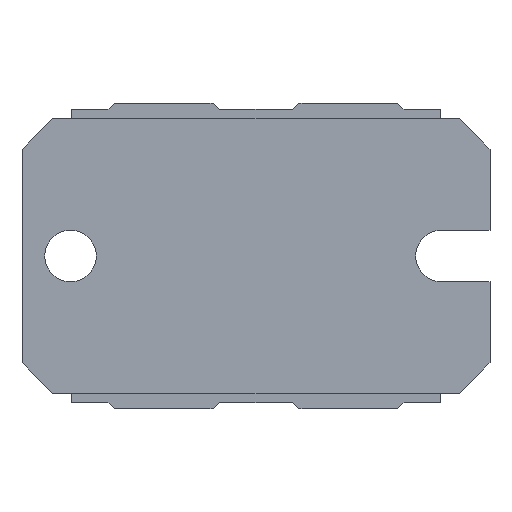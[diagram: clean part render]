
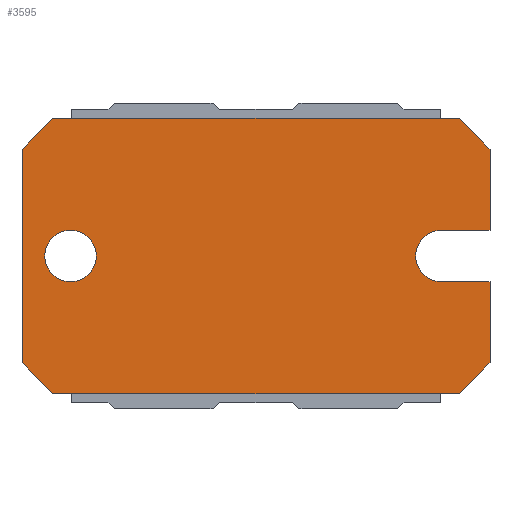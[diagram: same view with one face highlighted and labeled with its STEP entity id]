
A CAD part, front view. The second image highlights one B-rep face of the part: STEP entity #3595.
In plain terms, the highlighted planar face has unit normal (0, -1, 0).
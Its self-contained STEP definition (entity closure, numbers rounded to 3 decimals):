
#110 = CARTESIAN_POINT ( 'NONE',  ( 34.15, 0., 8.7 ) ) ;
#148 = VECTOR ( 'NONE', #2340, 1000. ) ;
#167 = EDGE_CURVE ( 'NONE', #3412, #5697, #2315, .T. ) ;
#186 = CARTESIAN_POINT ( 'NONE',  ( 31.65, 0., 11.2 ) ) ;
#265 = CARTESIAN_POINT ( 'NONE',  ( 34.15, 0., -8.7 ) ) ;
#274 = LINE ( 'NONE', #186, #9809 ) ;
#353 = LINE ( 'NONE', #3409, #9632 ) ;
#424 = LINE ( 'NONE', #2682, #1448 ) ;
#627 = CARTESIAN_POINT ( 'NONE',  ( 30.2, 0., 2.1 ) ) ;
#715 = EDGE_CURVE ( 'NONE', #9634, #7052, #4888, .T. ) ;
#770 = EDGE_CURVE ( 'NONE', #1346, #5140, #1871, .T. ) ;
#849 = VERTEX_POINT ( 'NONE', #6634 ) ;
#917 = ORIENTED_EDGE ( 'NONE', *, *, #2490, .F. ) ;
#933 = ORIENTED_EDGE ( 'NONE', *, *, #167, .T. ) ;
#1014 = DIRECTION ( 'NONE',  ( 0.707, 0., -0.707 ) ) ;
#1096 = ORIENTED_EDGE ( 'NONE', *, *, #3465, .T. ) ;
#1103 = CARTESIAN_POINT ( 'NONE',  ( 31.65, 0., -11.2 ) ) ;
#1346 = VERTEX_POINT ( 'NONE', #7986 ) ;
#1350 = CARTESIAN_POINT ( 'NONE',  ( 30.2, 0., 0. ) ) ;
#1448 = VECTOR ( 'NONE', #6546, 1000. ) ;
#1537 = CARTESIAN_POINT ( 'NONE',  ( -1.45, 0., 11.2 ) ) ;
#1749 = VECTOR ( 'NONE', #2663, 1000. ) ;
#1823 = EDGE_CURVE ( 'NONE', #5140, #6901, #9335, .T. ) ;
#1834 = CARTESIAN_POINT ( 'NONE',  ( 30.2, 0., 0. ) ) ;
#1871 = LINE ( 'NONE', #4938, #9712 ) ;
#1909 = EDGE_LOOP ( 'NONE', ( #5153, #5984, #9121, #6027, #6080, #917, #3462, #2523, #6359, #7405, #5057, #5650 ) ) ;
#2085 = EDGE_CURVE ( 'NONE', #3227, #4580, #6350, .T. ) ;
#2150 = DIRECTION ( 'NONE',  ( 1., 0., 0. ) ) ;
#2275 = EDGE_CURVE ( 'NONE', #7453, #849, #6714, .T. ) ;
#2315 = CIRCLE ( 'NONE', #3282, 2.1 ) ;
#2340 = DIRECTION ( 'NONE',  ( 0.707, 0., 0.707 ) ) ;
#2490 = EDGE_CURVE ( 'NONE', #4196, #9634, #424, .T. ) ;
#2523 = ORIENTED_EDGE ( 'NONE', *, *, #2275, .F. ) ;
#2577 = AXIS2_PLACEMENT_3D ( 'NONE', #1350, #5954, #7574 ) ;
#2663 = DIRECTION ( 'NONE',  ( 0., 0., 1. ) ) ;
#2682 = CARTESIAN_POINT ( 'NONE',  ( 31.65, 0., -11.2 ) ) ;
#2698 = DIRECTION ( 'NONE',  ( -0.707, 0., 0.707 ) ) ;
#2895 = VECTOR ( 'NONE', #2150, 1000. ) ;
#3064 = CARTESIAN_POINT ( 'NONE',  ( 31.65, 0., -11.2 ) ) ;
#3161 = EDGE_CURVE ( 'NONE', #6901, #9344, #5934, .T. ) ;
#3227 = VERTEX_POINT ( 'NONE', #7997 ) ;
#3237 = DIRECTION ( 'NONE',  ( 1., 0., 0. ) ) ;
#3248 = DIRECTION ( 'NONE',  ( 0., 0., -1. ) ) ;
#3269 = CARTESIAN_POINT ( 'NONE',  ( -3.95, 0., -8.7 ) ) ;
#3282 = AXIS2_PLACEMENT_3D ( 'NONE', #9535, #7302, #5011 ) ;
#3409 = CARTESIAN_POINT ( 'NONE',  ( -1.45, 0., -11.2 ) ) ;
#3412 = VERTEX_POINT ( 'NONE', #6269 ) ;
#3462 = ORIENTED_EDGE ( 'NONE', *, *, #6448, .F. ) ;
#3465 = EDGE_CURVE ( 'NONE', #5697, #3412, #6105, .T. ) ;
#3595 = ADVANCED_FACE ( 'NONE', ( #9790, #7515 ), #3717, .F. ) ;
#3717 = PLANE ( 'NONE',  #2577 ) ;
#3901 = DIRECTION ( 'NONE',  ( -1., 0., 0. ) ) ;
#3928 = VERTEX_POINT ( 'NONE', #8358 ) ;
#4196 = VERTEX_POINT ( 'NONE', #9246 ) ;
#4271 = DIRECTION ( 'NONE',  ( 0., 1., 0. ) ) ;
#4580 = VERTEX_POINT ( 'NONE', #1537 ) ;
#4728 = LINE ( 'NONE', #265, #5092 ) ;
#4846 = DIRECTION ( 'NONE',  ( 0., 0., -1. ) ) ;
#4888 = LINE ( 'NONE', #1103, #5843 ) ;
#4899 = DIRECTION ( 'NONE',  ( 0., 0., 1. ) ) ;
#4938 = CARTESIAN_POINT ( 'NONE',  ( 31.65, 0., 11.2 ) ) ;
#5011 = DIRECTION ( 'NONE',  ( 0., 0., 1. ) ) ;
#5057 = ORIENTED_EDGE ( 'NONE', *, *, #1823, .F. ) ;
#5092 = VECTOR ( 'NONE', #4846, 1000. ) ;
#5140 = VERTEX_POINT ( 'NONE', #110 ) ;
#5153 = ORIENTED_EDGE ( 'NONE', *, *, #8127, .F. ) ;
#5535 = DIRECTION ( 'NONE',  ( 0., -1., 0. ) ) ;
#5650 = ORIENTED_EDGE ( 'NONE', *, *, #770, .F. ) ;
#5668 = CARTESIAN_POINT ( 'NONE',  ( 34.15, 0., 2.1 ) ) ;
#5697 = VERTEX_POINT ( 'NONE', #9521 ) ;
#5843 = VECTOR ( 'NONE', #3901, 1000. ) ;
#5867 = EDGE_CURVE ( 'NONE', #7052, #3928, #353, .T. ) ;
#5934 = LINE ( 'NONE', #627, #9484 ) ;
#5954 = DIRECTION ( 'NONE',  ( 0., 1., 0. ) ) ;
#5984 = ORIENTED_EDGE ( 'NONE', *, *, #2085, .F. ) ;
#6027 = ORIENTED_EDGE ( 'NONE', *, *, #5867, .F. ) ;
#6080 = ORIENTED_EDGE ( 'NONE', *, *, #715, .F. ) ;
#6105 = CIRCLE ( 'NONE', #9649, 2.1 ) ;
#6190 = EDGE_LOOP ( 'NONE', ( #1096, #933 ) ) ;
#6269 = CARTESIAN_POINT ( 'NONE',  ( 0., 0., 2.1 ) ) ;
#6350 = LINE ( 'NONE', #8621, #148 ) ;
#6359 = ORIENTED_EDGE ( 'NONE', *, *, #7411, .F. ) ;
#6448 = EDGE_CURVE ( 'NONE', #849, #4196, #4728, .T. ) ;
#6546 = DIRECTION ( 'NONE',  ( -0.707, 0., -0.707 ) ) ;
#6634 = CARTESIAN_POINT ( 'NONE',  ( 34.15, 0., -2.1 ) ) ;
#6714 = LINE ( 'NONE', #9174, #2895 ) ;
#6758 = DIRECTION ( 'NONE',  ( -1., 0., 0. ) ) ;
#6901 = VERTEX_POINT ( 'NONE', #5668 ) ;
#7052 = VERTEX_POINT ( 'NONE', #9935 ) ;
#7302 = DIRECTION ( 'NONE',  ( 0., 1., 0. ) ) ;
#7405 = ORIENTED_EDGE ( 'NONE', *, *, #3161, .F. ) ;
#7411 = EDGE_CURVE ( 'NONE', #9344, #7453, #7491, .T. ) ;
#7453 = VERTEX_POINT ( 'NONE', #8757 ) ;
#7491 = CIRCLE ( 'NONE', #8449, 2.1 ) ;
#7515 = FACE_BOUND ( 'NONE', #6190, .T. ) ;
#7574 = DIRECTION ( 'NONE',  ( 0., 0., 1. ) ) ;
#7986 = CARTESIAN_POINT ( 'NONE',  ( 31.65, 0., 11.2 ) ) ;
#7987 = CARTESIAN_POINT ( 'NONE',  ( 30.2, 0., 2.1 ) ) ;
#7997 = CARTESIAN_POINT ( 'NONE',  ( -3.95, 0., 8.7 ) ) ;
#8127 = EDGE_CURVE ( 'NONE', #4580, #1346, #274, .T. ) ;
#8358 = CARTESIAN_POINT ( 'NONE',  ( -3.95, 0., -8.7 ) ) ;
#8411 = CARTESIAN_POINT ( 'NONE',  ( 34.15, 0., 2.1 ) ) ;
#8449 = AXIS2_PLACEMENT_3D ( 'NONE', #1834, #5535, #4899 ) ;
#8621 = CARTESIAN_POINT ( 'NONE',  ( -1.45, 0., 11.2 ) ) ;
#8646 = VECTOR ( 'NONE', #3248, 1000. ) ;
#8739 = CARTESIAN_POINT ( 'NONE',  ( 0., 0., 0. ) ) ;
#8757 = CARTESIAN_POINT ( 'NONE',  ( 30.2, 0., -2.1 ) ) ;
#8840 = DIRECTION ( 'NONE',  ( 0., 0., 1. ) ) ;
#9121 = ORIENTED_EDGE ( 'NONE', *, *, #9438, .F. ) ;
#9174 = CARTESIAN_POINT ( 'NONE',  ( 30.2, 0., -2.1 ) ) ;
#9246 = CARTESIAN_POINT ( 'NONE',  ( 34.15, 0., -8.7 ) ) ;
#9335 = LINE ( 'NONE', #8411, #8646 ) ;
#9344 = VERTEX_POINT ( 'NONE', #7987 ) ;
#9397 = LINE ( 'NONE', #3269, #1749 ) ;
#9438 = EDGE_CURVE ( 'NONE', #3928, #3227, #9397, .T. ) ;
#9484 = VECTOR ( 'NONE', #6758, 1000. ) ;
#9521 = CARTESIAN_POINT ( 'NONE',  ( 0., 0., -2.1 ) ) ;
#9535 = CARTESIAN_POINT ( 'NONE',  ( 0., 0., 0. ) ) ;
#9632 = VECTOR ( 'NONE', #2698, 1000. ) ;
#9634 = VERTEX_POINT ( 'NONE', #3064 ) ;
#9649 = AXIS2_PLACEMENT_3D ( 'NONE', #8739, #4271, #8840 ) ;
#9712 = VECTOR ( 'NONE', #1014, 1000. ) ;
#9790 = FACE_OUTER_BOUND ( 'NONE', #1909, .T. ) ;
#9809 = VECTOR ( 'NONE', #3237, 1000. ) ;
#9935 = CARTESIAN_POINT ( 'NONE',  ( -1.45, 0., -11.2 ) ) ;
